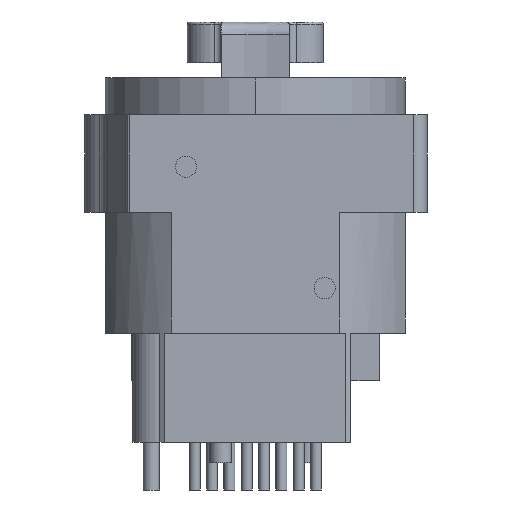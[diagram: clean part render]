
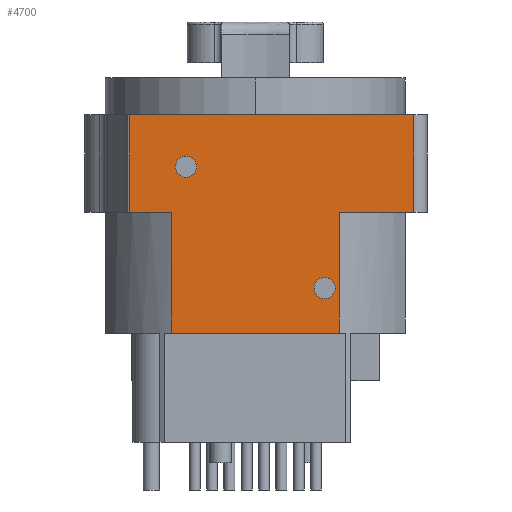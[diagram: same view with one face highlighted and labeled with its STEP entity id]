
A CAD part, front view. The second image highlights one B-rep face of the part: STEP entity #4700.
In plain terms, the highlighted planar face has unit normal (0, -1, 0).
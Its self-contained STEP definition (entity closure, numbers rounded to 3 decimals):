
#891=DIRECTION('',(-1.,0.,0.));
#892=VECTOR('',#891,20.8);
#893=CARTESIAN_POINT('',(11.6,-12.5,0.));
#894=LINE('',#893,#892);
#1758=CARTESIAN_POINT('',(-5.08,-12.5,-3.81));
#1759=DIRECTION('',(0.,1.,0.));
#1760=DIRECTION('',(1.,0.,0.));
#1761=AXIS2_PLACEMENT_3D('',#1758,#1759,#1760);
#1763=CARTESIAN_POINT('',(-5.08,-12.5,-3.81));
#1764=DIRECTION('',(0.,1.,0.));
#1765=DIRECTION('',(-1.,0.,0.));
#1766=AXIS2_PLACEMENT_3D('',#1763,#1764,#1765);
#1768=CARTESIAN_POINT('',(5.08,-12.5,-12.7));
#1769=DIRECTION('',(0.,1.,0.));
#1770=DIRECTION('',(1.,0.,0.));
#1771=AXIS2_PLACEMENT_3D('',#1768,#1769,#1770);
#1773=CARTESIAN_POINT('',(5.08,-12.5,-12.7));
#1774=DIRECTION('',(0.,1.,0.));
#1775=DIRECTION('',(-1.,0.,0.));
#1776=AXIS2_PLACEMENT_3D('',#1773,#1774,#1775);
#1778=DIRECTION('',(0.,0.,1.));
#1779=VECTOR('',#1778,7.15);
#1780=CARTESIAN_POINT('',(11.6,-12.5,-7.15));
#1781=LINE('',#1780,#1779);
#1782=DIRECTION('',(-1.,0.,0.));
#1783=VECTOR('',#1782,5.45);
#1784=CARTESIAN_POINT('',(11.6,-12.5,-7.15));
#1785=LINE('',#1784,#1783);
#1786=DIRECTION('',(0.,0.,1.));
#1787=VECTOR('',#1786,8.85);
#1788=CARTESIAN_POINT('',(6.15,-12.5,-16.));
#1789=LINE('',#1788,#1787);
#1790=DIRECTION('',(-1.,0.,0.));
#1791=VECTOR('',#1790,12.3);
#1792=CARTESIAN_POINT('',(6.15,-12.5,-16.));
#1793=LINE('',#1792,#1791);
#1794=DIRECTION('',(0.,0.,1.));
#1795=VECTOR('',#1794,8.85);
#1796=CARTESIAN_POINT('',(-6.15,-12.5,-16.));
#1797=LINE('',#1796,#1795);
#1798=DIRECTION('',(-1.,0.,0.));
#1799=VECTOR('',#1798,3.05);
#1800=CARTESIAN_POINT('',(-6.15,-12.5,-7.15));
#1801=LINE('',#1800,#1799);
#1802=DIRECTION('',(0.,0.,1.));
#1803=VECTOR('',#1802,7.15);
#1804=CARTESIAN_POINT('',(-9.2,-12.5,-7.15));
#1805=LINE('',#1804,#1803);
#2211=CARTESIAN_POINT('',(-4.305,-12.5,-3.81));
#2212=CARTESIAN_POINT('',(-5.855,-12.5,-3.81));
#2213=VERTEX_POINT('',#2211);
#2214=VERTEX_POINT('',#2212);
#2215=CARTESIAN_POINT('',(5.855,-12.5,-12.7));
#2216=CARTESIAN_POINT('',(4.305,-12.5,-12.7));
#2217=VERTEX_POINT('',#2215);
#2218=VERTEX_POINT('',#2216);
#2375=CARTESIAN_POINT('',(-6.15,-12.5,-7.15));
#2376=VERTEX_POINT('',#2375);
#2377=CARTESIAN_POINT('',(6.15,-12.5,-7.15));
#2379=VERTEX_POINT('',#2377);
#2423=CARTESIAN_POINT('',(11.6,-12.5,0.));
#2425=VERTEX_POINT('',#2423);
#2429=CARTESIAN_POINT('',(11.6,-12.5,-7.15));
#2430=VERTEX_POINT('',#2429);
#2432=CARTESIAN_POINT('',(-9.2,-12.5,0.));
#2434=VERTEX_POINT('',#2432);
#2435=CARTESIAN_POINT('',(-9.2,-12.5,-7.15));
#2436=VERTEX_POINT('',#2435);
#2441=CARTESIAN_POINT('',(6.15,-12.5,-16.));
#2442=CARTESIAN_POINT('',(-6.15,-12.5,-16.));
#2443=VERTEX_POINT('',#2441);
#2444=VERTEX_POINT('',#2442);
#4670=CARTESIAN_POINT('',(12.6,-12.5,0.));
#4671=DIRECTION('',(0.,1.,0.));
#4672=DIRECTION('',(-1.,0.,0.));
#4673=AXIS2_PLACEMENT_3D('',#4670,#4671,#4672);
#4674=PLANE('',#4673);
#4676=ORIENTED_EDGE('',*,*,#4675,.F.);
#4677=ORIENTED_EDGE('',*,*,#3307,.T.);
#4679=ORIENTED_EDGE('',*,*,#4678,.F.);
#4680=ORIENTED_EDGE('',*,*,#3067,.T.);
#4682=ORIENTED_EDGE('',*,*,#4681,.T.);
#4683=ORIENTED_EDGE('',*,*,#3325,.T.);
#4684=ORIENTED_EDGE('',*,*,#4663,.T.);
#4685=ORIENTED_EDGE('',*,*,#3419,.F.);
#4686=EDGE_LOOP('',(#4676,#4677,#4679,#4680,#4682,#4683,#4684,#4685));
#4687=FACE_OUTER_BOUND('',#4686,.F.);
#4689=ORIENTED_EDGE('',*,*,#4688,.F.);
#4691=ORIENTED_EDGE('',*,*,#4690,.F.);
#4692=EDGE_LOOP('',(#4689,#4691));
#4693=FACE_BOUND('',#4692,.F.);
#4695=ORIENTED_EDGE('',*,*,#4694,.F.);
#4697=ORIENTED_EDGE('',*,*,#4696,.F.);
#4698=EDGE_LOOP('',(#4695,#4697));
#4699=FACE_BOUND('',#4698,.F.);
#1762=CIRCLE('',#1761,0.775);
#1767=CIRCLE('',#1766,0.775);
#1772=CIRCLE('',#1771,0.775);
#1777=CIRCLE('',#1776,0.775);
#3067=EDGE_CURVE('',#2443,#2444,#1793,.T.);
#3307=EDGE_CURVE('',#2430,#2379,#1785,.T.);
#3325=EDGE_CURVE('',#2376,#2436,#1801,.T.);
#3419=EDGE_CURVE('',#2425,#2434,#894,.T.);
#4663=EDGE_CURVE('',#2436,#2434,#1805,.T.);
#4675=EDGE_CURVE('',#2430,#2425,#1781,.T.);
#4678=EDGE_CURVE('',#2443,#2379,#1789,.T.);
#4681=EDGE_CURVE('',#2444,#2376,#1797,.T.);
#4688=EDGE_CURVE('',#2217,#2218,#1772,.T.);
#4690=EDGE_CURVE('',#2218,#2217,#1777,.T.);
#4694=EDGE_CURVE('',#2213,#2214,#1762,.T.);
#4696=EDGE_CURVE('',#2214,#2213,#1767,.T.);
#4700=ADVANCED_FACE('',(#4687,#4693,#4699),#4674,.F.);
